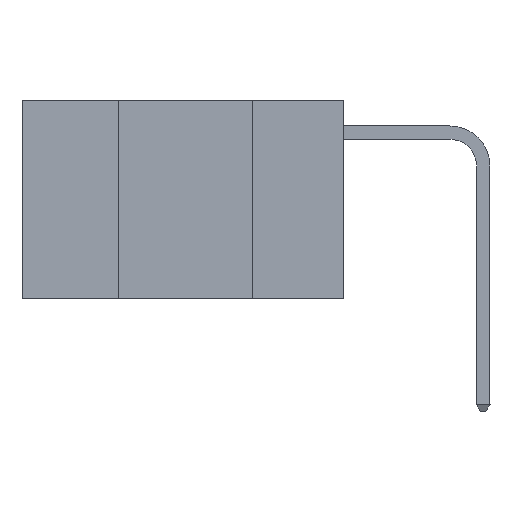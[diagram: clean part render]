
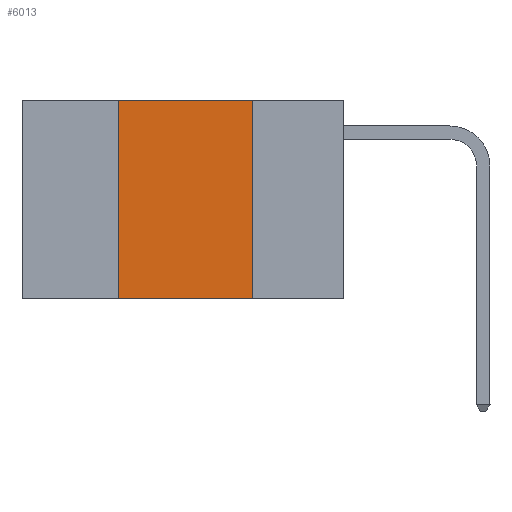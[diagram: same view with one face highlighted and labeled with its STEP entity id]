
A CAD part, left-side view. The second image highlights one B-rep face of the part: STEP entity #6013.
In plain terms, the highlighted planar face has unit normal (-1, 0, 0).
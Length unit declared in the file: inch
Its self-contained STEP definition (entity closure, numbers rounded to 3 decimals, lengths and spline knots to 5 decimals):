
#462 = DIRECTION ( 'NONE',  ( 0., 0., -1. ) ) ;
#1748 = EDGE_LOOP ( 'NONE', ( #7709, #10253, #17640, #20198 ) ) ;
#2578 = CARTESIAN_POINT ( 'NONE',  ( 0., 0.17, 0. ) ) ;
#2707 = VERTEX_POINT ( 'NONE', #10150 ) ;
#2742 = LINE ( 'NONE', #6882, #23907 ) ;
#3100 = FACE_OUTER_BOUND ( 'NONE', #1748, .T. ) ;
#3931 = AXIS2_PLACEMENT_3D ( 'NONE', #24974, #12744, #462 ) ;
#4413 = VERTEX_POINT ( 'NONE', #17961 ) ;
#5416 = VERTEX_POINT ( 'NONE', #2578 ) ;
#6013 = ADVANCED_FACE ( 'NONE', ( #3100 ), #18812, .F. ) ;
#6882 = CARTESIAN_POINT ( 'NONE',  ( 0., 0.17, 0. ) ) ;
#7172 = VECTOR ( 'NONE', #14358, 39.37008 ) ;
#7328 = EDGE_CURVE ( 'NONE', #5416, #2707, #2742, .T. ) ;
#7640 = VERTEX_POINT ( 'NONE', #14108 ) ;
#7709 = ORIENTED_EDGE ( 'NONE', *, *, #7328, .F. ) ;
#8210 = DIRECTION ( 'NONE',  ( 0., -1., 0. ) ) ;
#8860 = EDGE_CURVE ( 'NONE', #4413, #5416, #12606, .T. ) ;
#9698 = LINE ( 'NONE', #20456, #15158 ) ;
#10150 = CARTESIAN_POINT ( 'NONE',  ( 0., 0.17, -0.37 ) ) ;
#10253 = ORIENTED_EDGE ( 'NONE', *, *, #8860, .F. ) ;
#10553 = EDGE_CURVE ( 'NONE', #7640, #4413, #24643, .T. ) ;
#12278 = CARTESIAN_POINT ( 'NONE',  ( 0., 0.6, 0. ) ) ;
#12606 = LINE ( 'NONE', #12278, #7172 ) ;
#12744 = DIRECTION ( 'NONE',  ( 1., 0., 0. ) ) ;
#13805 = VECTOR ( 'NONE', #23841, 39.37008 ) ;
#14108 = CARTESIAN_POINT ( 'NONE',  ( 0., 0.42, -0.37 ) ) ;
#14358 = DIRECTION ( 'NONE',  ( 0., -1., 0. ) ) ;
#15158 = VECTOR ( 'NONE', #8210, 39.37008 ) ;
#17640 = ORIENTED_EDGE ( 'NONE', *, *, #10553, .F. ) ;
#17659 = CARTESIAN_POINT ( 'NONE',  ( 0., 0.42, 0. ) ) ;
#17961 = CARTESIAN_POINT ( 'NONE',  ( 0., 0.42, 0. ) ) ;
#18812 = PLANE ( 'NONE',  #3931 ) ;
#20198 = ORIENTED_EDGE ( 'NONE', *, *, #25288, .T. ) ;
#20456 = CARTESIAN_POINT ( 'NONE',  ( 0., 0.6, -0.37 ) ) ;
#21164 = DIRECTION ( 'NONE',  ( 0., 0., -1. ) ) ;
#23841 = DIRECTION ( 'NONE',  ( 0., 0., 1. ) ) ;
#23907 = VECTOR ( 'NONE', #21164, 39.37008 ) ;
#24643 = LINE ( 'NONE', #17659, #13805 ) ;
#24974 = CARTESIAN_POINT ( 'NONE',  ( 0., 0.6, 0. ) ) ;
#25288 = EDGE_CURVE ( 'NONE', #7640, #2707, #9698, .T. ) ;
